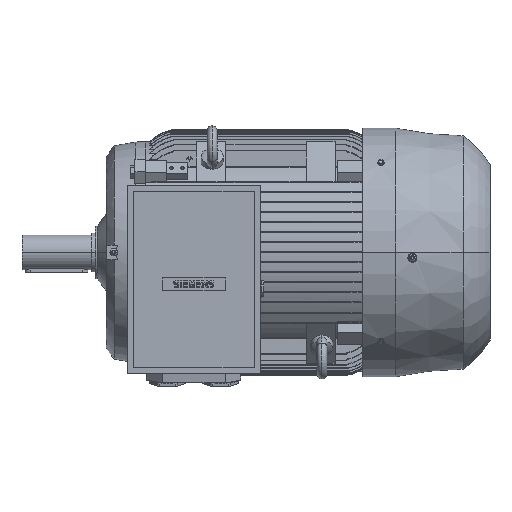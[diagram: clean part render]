
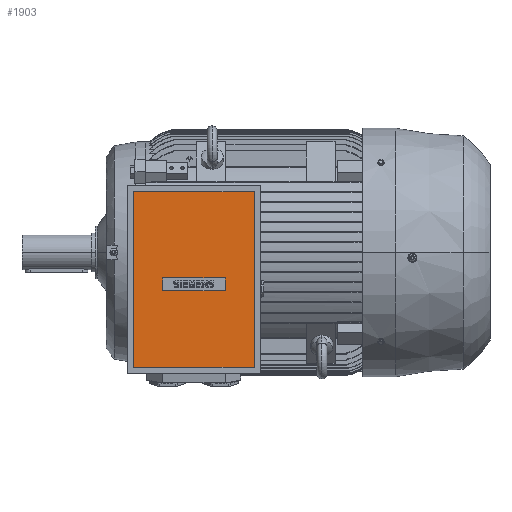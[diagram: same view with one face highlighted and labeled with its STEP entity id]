
A CAD part, top view. The second image highlights one B-rep face of the part: STEP entity #1903.
In plain terms, the highlighted planar face has unit normal (0, 0, 1).
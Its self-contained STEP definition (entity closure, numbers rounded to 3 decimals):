
#1903=ADVANCED_FACE('',(#5037,#5038),#5039,.T.);
#5037=FACE_BOUND('',#9432,.T.);
#5038=FACE_OUTER_BOUND('',#9433,.T.);
#5039=PLANE('',#9434);
#9432=EDGE_LOOP('',(#15358,#15359,#15360,#15361));
#9433=EDGE_LOOP('',(#15362,#15363,#15364,#15365));
#9434=AXIS2_PLACEMENT_3D('',#15366,#15367,#15368);
#15358=ORIENTED_EDGE('',*,*,#28111,.T.);
#15359=ORIENTED_EDGE('',*,*,#28108,.T.);
#15360=ORIENTED_EDGE('',*,*,#28105,.T.);
#15361=ORIENTED_EDGE('',*,*,#28102,.T.);
#15362=ORIENTED_EDGE('',*,*,#28227,.T.);
#15363=ORIENTED_EDGE('',*,*,#28228,.T.);
#15364=ORIENTED_EDGE('',*,*,#28229,.T.);
#15365=ORIENTED_EDGE('',*,*,#28230,.T.);
#15366=CARTESIAN_POINT('',(77.0,-43.75,341.0));
#15367=DIRECTION('',(0.0,0.0,1.0));
#15368=DIRECTION('',(0.0,-1.0,0.0));
#28102=EDGE_CURVE('',#34351,#34349,#34352,.T.);
#28105=EDGE_CURVE('',#34355,#34351,#34356,.T.);
#28108=EDGE_CURVE('',#34359,#34355,#34360,.T.);
#28111=EDGE_CURVE('',#34349,#34359,#34363,.T.);
#28227=EDGE_CURVE('',#34515,#34516,#34517,.T.);
#28228=EDGE_CURVE('',#34516,#34518,#34519,.T.);
#28229=EDGE_CURVE('',#34518,#34520,#34521,.T.);
#28230=EDGE_CURVE('',#34520,#34515,#34522,.T.);
#34349=VERTEX_POINT('',#45366);
#34351=VERTEX_POINT('',#45369);
#34352=LINE('',#45370,#45371);
#34355=VERTEX_POINT('',#45375);
#34356=LINE('',#45376,#45377);
#34359=VERTEX_POINT('',#45381);
#34360=LINE('',#45382,#45383);
#34363=LINE('',#45387,#45388);
#34515=VERTEX_POINT('',#45606);
#34516=VERTEX_POINT('',#45607);
#34517=LINE('',#45608,#45609);
#34518=VERTEX_POINT('',#45610);
#34519=LINE('',#45611,#45612);
#34520=VERTEX_POINT('',#45613);
#34521=LINE('',#45614,#45615);
#34522=LINE('',#45616,#45617);
#45366=CARTESIAN_POINT('',(127.0,-61.3,341.0));
#45369=CARTESIAN_POINT('',(127.0,-41.2,341.0));
#45370=CARTESIAN_POINT('',(127.0,-47.5,341.0));
#45371=VECTOR('',#65198,1.0);
#45375=CARTESIAN_POINT('',(27.0,-41.2,341.0));
#45376=CARTESIAN_POINT('',(77.0,-41.2,341.0));
#45377=VECTOR('',#65200,1.0);
#45381=CARTESIAN_POINT('',(27.0,-61.3,341.0));
#45382=CARTESIAN_POINT('',(27.0,-47.5,341.0));
#45383=VECTOR('',#65202,1.0);
#45387=CARTESIAN_POINT('',(77.0,-61.3,341.0));
#45388=VECTOR('',#65204,1.0);
#45606=CARTESIAN_POINT('',(-19.0,-183.5,341.0));
#45607=CARTESIAN_POINT('',(173.0,-183.5,341.0));
#45608=CARTESIAN_POINT('',(77.0,-183.5,341.0));
#45609=VECTOR('',#65298,1.0);
#45610=CARTESIAN_POINT('',(173.0,96.0,341.0));
#45611=CARTESIAN_POINT('',(173.0,-43.75,341.0));
#45612=VECTOR('',#65299,1.0);
#45613=CARTESIAN_POINT('',(-19.0,96.0,341.0));
#45614=CARTESIAN_POINT('',(77.0,96.0,341.0));
#45615=VECTOR('',#65300,1.0);
#45616=CARTESIAN_POINT('',(-19.0,-43.75,341.0));
#45617=VECTOR('',#65301,1.0);
#65198=DIRECTION('',(0.0,-1.0,0.0));
#65200=DIRECTION('',(1.0,0.0,-0.0));
#65202=DIRECTION('',(0.0,1.0,0.0));
#65204=DIRECTION('',(-1.0,0.0,0.0));
#65298=DIRECTION('',(1.0,0.0,0.0));
#65299=DIRECTION('',(0.0,1.0,0.0));
#65300=DIRECTION('',(-1.0,0.0,0.0));
#65301=DIRECTION('',(0.0,-1.0,0.0));
